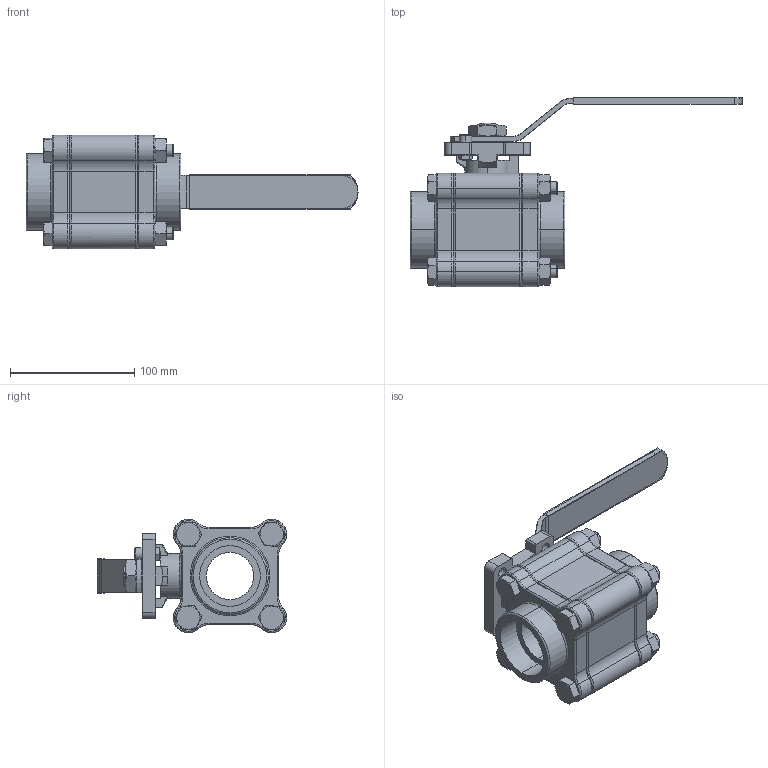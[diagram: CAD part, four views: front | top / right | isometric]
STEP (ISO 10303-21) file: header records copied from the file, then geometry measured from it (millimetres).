
FILE_DESCRIPTION (( 'STEP AP203' ), '1' );
FILE_NAME ('DM4600-1.50inch-Threaded or Socket Ends.STEP', '2021-06-22T16:46:55', ( '' ), ( '' ), 'SwSTEP 2.0', 'SolidWorks 2019', '' );
FILE_SCHEMA (( 'CONFIG_CONTROL_DESIGN' ));
Length unit declared in the file: inch
Products named in the file (11): 1.5 DM4600F - Stem; 1.5 DM4600F - Handle; dip coat for handle4; 306-015螺絲; 1.5 DM4600F - Bolt; 306-015螺帽; DM4600-1.50inch-Threaded or Socket Ends; 1.5 DM4600F - Body; 1.5 DM4600F - Bolt Nut; 1.5 DM4600F - End Cap; 1.5 DM4600F - Handle Nut
Assembly tree (17 placements, depth 2):
  DM4600-1.50inch-Threaded or Socket Ends
    1.5 DM4600F - Body
    1.5 DM4600F - End Cap  x2
    1.5 DM4600F - Bolt  x4
    1.5 DM4600F - Bolt Nut  x4
    1.5 DM4600F - Stem
    1.5 DM4600F - Handle Nut
    1.5 DM4600F - Handle
    dip coat for handle4
    306-015螺絲
    306-015螺帽
Bounding box: 267.33 x 152.58 x 91.44 mm (x, y, z)
Volume: 599764 mm3; surface area: 176455.2 mm2
Topology: 17 solids, 17 shells, 868 faces, 2145 edges, 1346 vertices
Faces by surface type: plane 361, cylinder 195, cone 127, torus 106, bspline 79
Entity records: 26866 total; most frequent: CARTESIAN_POINT 10170, ORIENTED_EDGE 3268, DIRECTION 3027, EDGE_CURVE 1634, AXIS2_PLACEMENT_3D 1076, VERTEX_POINT 1041, LINE 875, VECTOR 875
